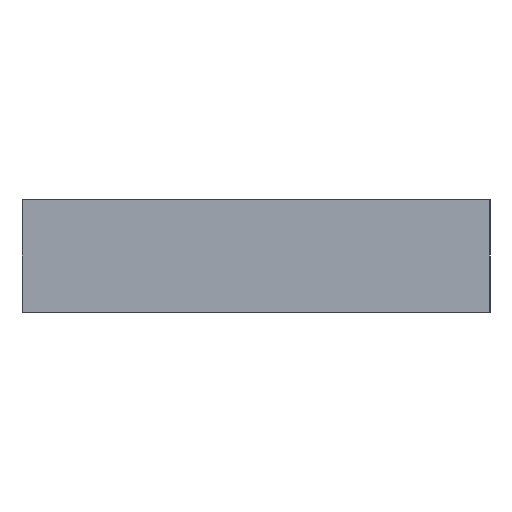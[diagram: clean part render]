
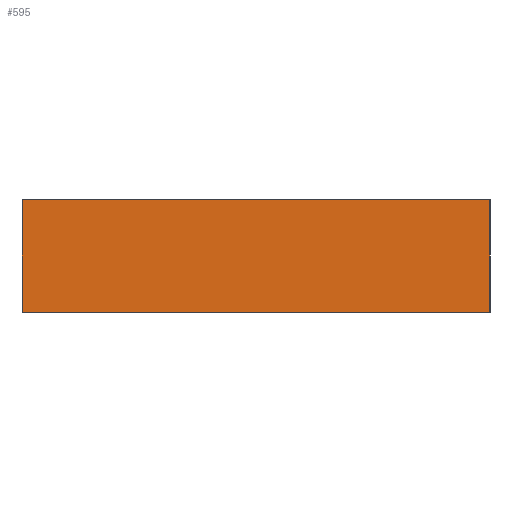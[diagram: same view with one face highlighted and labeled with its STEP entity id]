
A CAD part, left-side view. The second image highlights one B-rep face of the part: STEP entity #595.
In plain terms, the highlighted planar face has unit normal (-1, 0, 0).
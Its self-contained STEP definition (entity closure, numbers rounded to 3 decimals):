
#80 = VECTOR ( 'NONE', #202, 1000. ) ;
#91 = EDGE_CURVE ( 'NONE', #1345, #711, #789, .T. ) ;
#92 = PLANE ( 'NONE',  #715 ) ;
#120 = ORIENTED_EDGE ( 'NONE', *, *, #91, .F. ) ;
#202 = DIRECTION ( 'NONE',  ( 0., 0., -1. ) ) ;
#240 = CARTESIAN_POINT ( 'NONE',  ( 0., 50., 12. ) ) ;
#245 = EDGE_CURVE ( 'NONE', #1058, #1345, #1256, .T. ) ;
#319 = EDGE_LOOP ( 'NONE', ( #321, #120, #994, #918 ) ) ;
#321 = ORIENTED_EDGE ( 'NONE', *, *, #668, .T. ) ;
#471 = DIRECTION ( 'NONE',  ( 0., -1., 0. ) ) ;
#490 = VERTEX_POINT ( 'NONE', #710 ) ;
#516 = EDGE_CURVE ( 'NONE', #1058, #490, #1228, .T. ) ;
#527 = DIRECTION ( 'NONE',  ( 0., -1., 0. ) ) ;
#556 = VECTOR ( 'NONE', #1171, 1000. ) ;
#595 = ADVANCED_FACE ( 'NONE', ( #1191 ), #92, .F. ) ;
#609 = DIRECTION ( 'NONE',  ( 0., 0., -1. ) ) ;
#630 = CARTESIAN_POINT ( 'NONE',  ( 0., 0., 12. ) ) ;
#668 = EDGE_CURVE ( 'NONE', #490, #711, #1063, .T. ) ;
#710 = CARTESIAN_POINT ( 'NONE',  ( 0., 50., 0. ) ) ;
#711 = VERTEX_POINT ( 'NONE', #1061 ) ;
#715 = AXIS2_PLACEMENT_3D ( 'NONE', #718, #1347, #609 ) ;
#718 = CARTESIAN_POINT ( 'NONE',  ( 0., 0., 12. ) ) ;
#779 = VECTOR ( 'NONE', #527, 1000. ) ;
#789 = LINE ( 'NONE', #1281, #556 ) ;
#918 = ORIENTED_EDGE ( 'NONE', *, *, #516, .T. ) ;
#919 = CARTESIAN_POINT ( 'NONE',  ( 0., 50., 12. ) ) ;
#943 = VECTOR ( 'NONE', #471, 1000. ) ;
#994 = ORIENTED_EDGE ( 'NONE', *, *, #245, .F. ) ;
#1058 = VERTEX_POINT ( 'NONE', #240 ) ;
#1061 = CARTESIAN_POINT ( 'NONE',  ( 0., 0., 0. ) ) ;
#1063 = LINE ( 'NONE', #1359, #779 ) ;
#1094 = CARTESIAN_POINT ( 'NONE',  ( 0., 0., 12. ) ) ;
#1171 = DIRECTION ( 'NONE',  ( 0., 0., -1. ) ) ;
#1191 = FACE_OUTER_BOUND ( 'NONE', #319, .T. ) ;
#1228 = LINE ( 'NONE', #919, #80 ) ;
#1256 = LINE ( 'NONE', #1094, #943 ) ;
#1281 = CARTESIAN_POINT ( 'NONE',  ( 0., 0., 12. ) ) ;
#1345 = VERTEX_POINT ( 'NONE', #630 ) ;
#1347 = DIRECTION ( 'NONE',  ( 1., 0., 0. ) ) ;
#1359 = CARTESIAN_POINT ( 'NONE',  ( 0., 0., 0. ) ) ;
